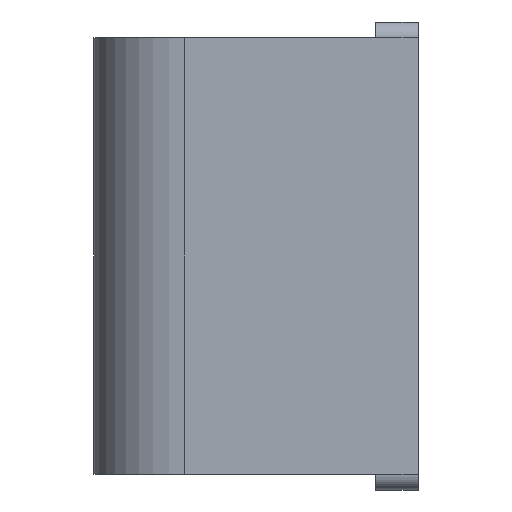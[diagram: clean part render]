
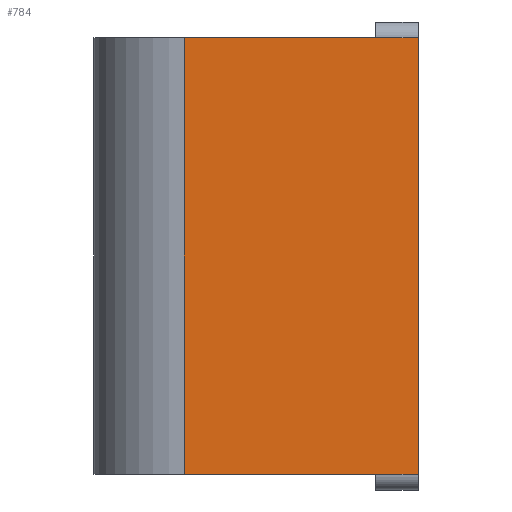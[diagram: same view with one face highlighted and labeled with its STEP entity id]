
A CAD part, left-side view. The second image highlights one B-rep face of the part: STEP entity #784.
In plain terms, the highlighted planar face has unit normal (-1, 0, 0).
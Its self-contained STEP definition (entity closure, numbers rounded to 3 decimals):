
#106 = VECTOR ( 'NONE', #1100, 1000. ) ;
#169 = CARTESIAN_POINT ( 'NONE',  ( -16.05, -1.4, 4.1 ) ) ;
#206 = VECTOR ( 'NONE', #626, 1000. ) ;
#249 = DIRECTION ( 'NONE',  ( 0., 0., 1. ) ) ;
#257 = DIRECTION ( 'NONE',  ( -1., 0., 0. ) ) ;
#265 = CARTESIAN_POINT ( 'NONE',  ( -16.05, -5.8, -4.1 ) ) ;
#266 = VERTEX_POINT ( 'NONE', #432 ) ;
#276 = PLANE ( 'NONE',  #1062 ) ;
#279 = FACE_OUTER_BOUND ( 'NONE', #1121, .T. ) ;
#282 = EDGE_CURVE ( 'NONE', #771, #1067, #428, .T. ) ;
#306 = DIRECTION ( 'NONE',  ( 0., 1., 0. ) ) ;
#320 = CARTESIAN_POINT ( 'NONE',  ( -16.05, -5., 4.1 ) ) ;
#323 = CARTESIAN_POINT ( 'NONE',  ( -16.05, -2.35, -4.1 ) ) ;
#325 = VERTEX_POINT ( 'NONE', #386 ) ;
#330 = LINE ( 'NONE', #323, #892 ) ;
#345 = CARTESIAN_POINT ( 'NONE',  ( -16.05, -5.8, -4.1 ) ) ;
#384 = LINE ( 'NONE', #389, #503 ) ;
#386 = CARTESIAN_POINT ( 'NONE',  ( -16.05, -5., -4.1 ) ) ;
#389 = CARTESIAN_POINT ( 'NONE',  ( -16.05, -3.6, 4.1 ) ) ;
#394 = DIRECTION ( 'NONE',  ( 0., 1., 0. ) ) ;
#406 = ORIENTED_EDGE ( 'NONE', *, *, #997, .T. ) ;
#423 = DIRECTION ( 'NONE',  ( 0., 0., 1. ) ) ;
#427 = CARTESIAN_POINT ( 'NONE',  ( -16.05, -5.8, 0. ) ) ;
#428 = LINE ( 'NONE', #427, #1078 ) ;
#431 = CARTESIAN_POINT ( 'NONE',  ( -16.05, -5.8, 4.1 ) ) ;
#432 = CARTESIAN_POINT ( 'NONE',  ( -16.05, -1.4, -4.1 ) ) ;
#503 = VECTOR ( 'NONE', #394, 1000. ) ;
#556 = EDGE_CURVE ( 'NONE', #915, #266, #1152, .T. ) ;
#578 = EDGE_CURVE ( 'NONE', #325, #771, #1105, .T. ) ;
#626 = DIRECTION ( 'NONE',  ( 0., 1., 0. ) ) ;
#635 = CARTESIAN_POINT ( 'NONE',  ( -16.05, -3.6, 4.1 ) ) ;
#647 = LINE ( 'NONE', #635, #206 ) ;
#722 = EDGE_CURVE ( 'NONE', #967, #915, #647, .T. ) ;
#771 = VERTEX_POINT ( 'NONE', #345 ) ;
#778 = EDGE_CURVE ( 'NONE', #325, #266, #330, .T. ) ;
#784 = ADVANCED_FACE ( 'NONE', ( #279 ), #276, .T. ) ;
#868 = ORIENTED_EDGE ( 'NONE', *, *, #578, .T. ) ;
#876 = ORIENTED_EDGE ( 'NONE', *, *, #282, .T. ) ;
#892 = VECTOR ( 'NONE', #306, 1000. ) ;
#900 = ORIENTED_EDGE ( 'NONE', *, *, #722, .T. ) ;
#915 = VERTEX_POINT ( 'NONE', #169 ) ;
#967 = VERTEX_POINT ( 'NONE', #320 ) ;
#997 = EDGE_CURVE ( 'NONE', #1067, #967, #384, .T. ) ;
#1018 = VECTOR ( 'NONE', #1144, 1000. ) ;
#1062 = AXIS2_PLACEMENT_3D ( 'NONE', #265, #257, #249 ) ;
#1063 = ORIENTED_EDGE ( 'NONE', *, *, #778, .F. ) ;
#1067 = VERTEX_POINT ( 'NONE', #431 ) ;
#1078 = VECTOR ( 'NONE', #423, 1000. ) ;
#1100 = DIRECTION ( 'NONE',  ( 0., -1., 0. ) ) ;
#1103 = CARTESIAN_POINT ( 'NONE',  ( -16.05, -3.6, -4.1 ) ) ;
#1105 = LINE ( 'NONE', #1103, #106 ) ;
#1121 = EDGE_LOOP ( 'NONE', ( #1063, #868, #876, #406, #900, #1157 ) ) ;
#1144 = DIRECTION ( 'NONE',  ( 0., 0., -1. ) ) ;
#1149 = CARTESIAN_POINT ( 'NONE',  ( -16.05, -1.4, 0. ) ) ;
#1152 = LINE ( 'NONE', #1149, #1018 ) ;
#1157 = ORIENTED_EDGE ( 'NONE', *, *, #556, .T. ) ;
